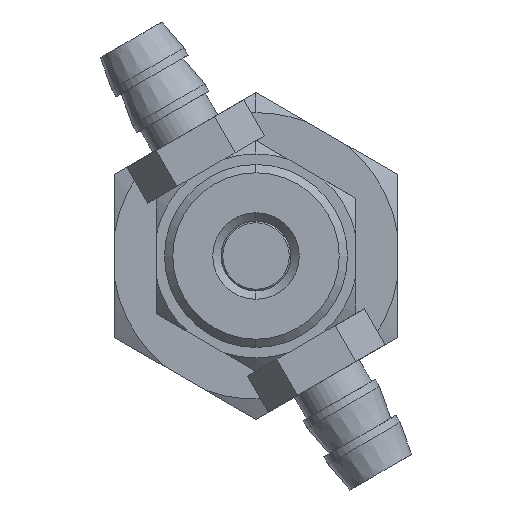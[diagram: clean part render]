
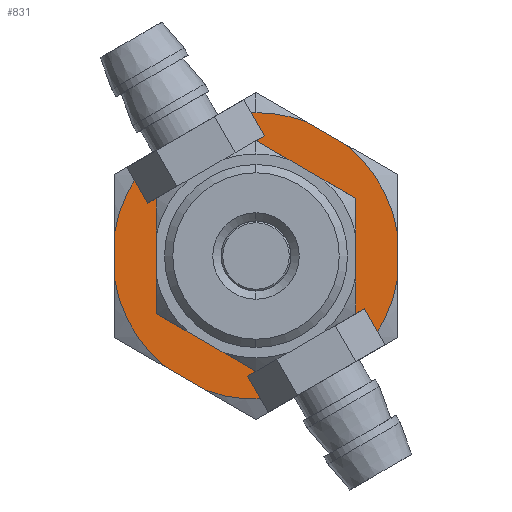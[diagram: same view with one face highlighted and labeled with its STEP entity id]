
A CAD part, front view. The second image highlights one B-rep face of the part: STEP entity #831.
In plain terms, the highlighted planar face has unit normal (0, -1, 0).
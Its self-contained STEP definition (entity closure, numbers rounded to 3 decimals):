
#81 = ORIENTED_EDGE ( 'NONE', *, *, #3929, .T. ) ;
#121 = VERTEX_POINT ( 'NONE', #2382 ) ;
#148 = ORIENTED_EDGE ( 'NONE', *, *, #2715, .F. ) ;
#187 = DIRECTION ( 'NONE',  ( 0., 0., 1. ) ) ;
#283 = CIRCLE ( 'NONE', #3899, 8.615 ) ;
#471 = DIRECTION ( 'NONE',  ( 0., 0., 1. ) ) ;
#510 = CARTESIAN_POINT ( 'NONE',  ( -5.465, 0., 6.66 ) ) ;
#581 = CARTESIAN_POINT ( 'NONE',  ( 0., 0., 0. ) ) ;
#629 = CARTESIAN_POINT ( 'NONE',  ( 0., 0., -9.815 ) ) ;
#690 = LINE ( 'NONE', #3957, #4111 ) ;
#719 = CARTESIAN_POINT ( 'NONE',  ( 3.035, 0., 8.063 ) ) ;
#735 = ORIENTED_EDGE ( 'NONE', *, *, #1825, .F. ) ;
#759 = EDGE_CURVE ( 'NONE', #4280, #5336, #5124, .T. ) ;
#767 = ORIENTED_EDGE ( 'NONE', *, *, #4406, .T. ) ;
#831 = ADVANCED_FACE ( 'NONE', ( #2646, #1528 ), #5187, .F. ) ;
#892 = EDGE_LOOP ( 'NONE', ( #148, #5201 ) ) ;
#915 = CARTESIAN_POINT ( 'NONE',  ( -8.5, 0., 4.907 ) ) ;
#942 = VECTOR ( 'NONE', #471, 1000. ) ;
#992 = VECTOR ( 'NONE', #5079, 1000. ) ;
#1000 = DIRECTION ( 'NONE',  ( 0., 0., -1. ) ) ;
#1001 = ORIENTED_EDGE ( 'NONE', *, *, #1190, .F. ) ;
#1061 = VERTEX_POINT ( 'NONE', #1095 ) ;
#1095 = CARTESIAN_POINT ( 'NONE',  ( 5.465, 0., 6.66 ) ) ;
#1167 = ORIENTED_EDGE ( 'NONE', *, *, #4108, .T. ) ;
#1182 = CARTESIAN_POINT ( 'NONE',  ( -3.035, 0., 8.063 ) ) ;
#1190 = EDGE_CURVE ( 'NONE', #1916, #4175, #4846, .T. ) ;
#1254 = CARTESIAN_POINT ( 'NONE',  ( -8.5, 0., -4.907 ) ) ;
#1256 = CARTESIAN_POINT ( 'NONE',  ( 8.5, 0., -4.907 ) ) ;
#1398 = AXIS2_PLACEMENT_3D ( 'NONE', #2802, #3645, #3283 ) ;
#1414 = ORIENTED_EDGE ( 'NONE', *, *, #1783, .T. ) ;
#1420 = DIRECTION ( 'NONE',  ( 0., 0., 1. ) ) ;
#1426 = DIRECTION ( 'NONE',  ( 0., -1., 0. ) ) ;
#1432 = DIRECTION ( 'NONE',  ( 0., -1., 0. ) ) ;
#1497 = AXIS2_PLACEMENT_3D ( 'NONE', #3628, #1952, #2364 ) ;
#1528 = FACE_BOUND ( 'NONE', #892, .T. ) ;
#1588 = VERTEX_POINT ( 'NONE', #3644 ) ;
#1616 = VECTOR ( 'NONE', #5190, 1000. ) ;
#1645 = ORIENTED_EDGE ( 'NONE', *, *, #5007, .T. ) ;
#1690 = CARTESIAN_POINT ( 'NONE',  ( 0., 0., 8.615 ) ) ;
#1743 = VERTEX_POINT ( 'NONE', #4337 ) ;
#1783 = EDGE_CURVE ( 'NONE', #1844, #1061, #1869, .T. ) ;
#1825 = EDGE_CURVE ( 'NONE', #1588, #1743, #2582, .T. ) ;
#1844 = VERTEX_POINT ( 'NONE', #5270 ) ;
#1869 = CIRCLE ( 'NONE', #4025, 8.615 ) ;
#1916 = VERTEX_POINT ( 'NONE', #3903 ) ;
#1930 = DIRECTION ( 'NONE',  ( 0., -1., 0. ) ) ;
#1952 = DIRECTION ( 'NONE',  ( 0., -1., 0. ) ) ;
#2007 = VECTOR ( 'NONE', #3066, 1000. ) ;
#2013 = VERTEX_POINT ( 'NONE', #4897 ) ;
#2052 = EDGE_LOOP ( 'NONE', ( #3380, #767, #3491, #81, #735, #4984, #1001, #2158, #3127, #1414, #4013, #1645, #1167 ) ) ;
#2060 = AXIS2_PLACEMENT_3D ( 'NONE', #4747, #1426, #187 ) ;
#2138 = EDGE_CURVE ( 'NONE', #3083, #3885, #2977, .T. ) ;
#2144 = AXIS2_PLACEMENT_3D ( 'NONE', #3916, #3496, #2602 ) ;
#2158 = ORIENTED_EDGE ( 'NONE', *, *, #2658, .T. ) ;
#2195 = CIRCLE ( 'NONE', #4037, 8.615 ) ;
#2233 = CARTESIAN_POINT ( 'NONE',  ( 0., 0., 0. ) ) ;
#2364 = DIRECTION ( 'NONE',  ( 0., 0., 1. ) ) ;
#2382 = CARTESIAN_POINT ( 'NONE',  ( 8.5, 0., -1.403 ) ) ;
#2468 = LINE ( 'NONE', #5160, #1616 ) ;
#2512 = CARTESIAN_POINT ( 'NONE',  ( 3.035, 0., -8.063 ) ) ;
#2548 = DIRECTION ( 'NONE',  ( 0., 0., 1. ) ) ;
#2555 = EDGE_CURVE ( 'NONE', #4802, #1061, #2468, .T. ) ;
#2582 = LINE ( 'NONE', #629, #2007 ) ;
#2602 = DIRECTION ( 'NONE',  ( 0., 0., 1. ) ) ;
#2606 = DIRECTION ( 'NONE',  ( 0., -1., 0. ) ) ;
#2646 = FACE_OUTER_BOUND ( 'NONE', #2052, .T. ) ;
#2658 = EDGE_CURVE ( 'NONE', #1916, #121, #4315, .T. ) ;
#2694 = CARTESIAN_POINT ( 'NONE',  ( 0., 0., 0. ) ) ;
#2715 = EDGE_CURVE ( 'NONE', #3885, #3083, #2729, .T. ) ;
#2729 = CIRCLE ( 'NONE', #2997, 4. ) ;
#2786 = CIRCLE ( 'NONE', #2144, 8.615 ) ;
#2802 = CARTESIAN_POINT ( 'NONE',  ( 0., 0., 0. ) ) ;
#2977 = CIRCLE ( 'NONE', #3088, 4. ) ;
#2982 = CARTESIAN_POINT ( 'NONE',  ( 0., 0., 0. ) ) ;
#2997 = AXIS2_PLACEMENT_3D ( 'NONE', #4455, #1930, #4024 ) ;
#3066 = DIRECTION ( 'NONE',  ( -0.866, 0., 0.5 ) ) ;
#3083 = VERTEX_POINT ( 'NONE', #5307 ) ;
#3088 = AXIS2_PLACEMENT_3D ( 'NONE', #2982, #4293, #2548 ) ;
#3127 = ORIENTED_EDGE ( 'NONE', *, *, #4479, .F. ) ;
#3151 = VECTOR ( 'NONE', #3355, 1000. ) ;
#3283 = DIRECTION ( 'NONE',  ( 0., 0., 1. ) ) ;
#3355 = DIRECTION ( 'NONE',  ( -0.866, 0., -0.5 ) ) ;
#3380 = ORIENTED_EDGE ( 'NONE', *, *, #759, .F. ) ;
#3477 = DIRECTION ( 'NONE',  ( 0., 0., 1. ) ) ;
#3482 = AXIS2_PLACEMENT_3D ( 'NONE', #3965, #4314, #3477 ) ;
#3491 = ORIENTED_EDGE ( 'NONE', *, *, #4255, .F. ) ;
#3496 = DIRECTION ( 'NONE',  ( 0., -1., 0. ) ) ;
#3628 = CARTESIAN_POINT ( 'NONE',  ( 0., 0., 0. ) ) ;
#3644 = CARTESIAN_POINT ( 'NONE',  ( -3.035, 0., -8.063 ) ) ;
#3645 = DIRECTION ( 'NONE',  ( 0., -1., 0. ) ) ;
#3819 = VERTEX_POINT ( 'NONE', #1690 ) ;
#3885 = VERTEX_POINT ( 'NONE', #5159 ) ;
#3899 = AXIS2_PLACEMENT_3D ( 'NONE', #581, #3948, #1420 ) ;
#3903 = CARTESIAN_POINT ( 'NONE',  ( 5.465, 0., -6.66 ) ) ;
#3916 = CARTESIAN_POINT ( 'NONE',  ( 0., 0., 0. ) ) ;
#3929 = EDGE_CURVE ( 'NONE', #4178, #1743, #2786, .T. ) ;
#3948 = DIRECTION ( 'NONE',  ( 0., -1., 0. ) ) ;
#3957 = CARTESIAN_POINT ( 'NONE',  ( 8.5, 0., 4.907 ) ) ;
#3965 = CARTESIAN_POINT ( 'NONE',  ( 0., 0., 0. ) ) ;
#4013 = ORIENTED_EDGE ( 'NONE', *, *, #2555, .F. ) ;
#4024 = DIRECTION ( 'NONE',  ( 0., 0., 1. ) ) ;
#4025 = AXIS2_PLACEMENT_3D ( 'NONE', #2694, #1432, #4368 ) ;
#4037 = AXIS2_PLACEMENT_3D ( 'NONE', #2233, #2606, #5147 ) ;
#4108 = EDGE_CURVE ( 'NONE', #3819, #5336, #5263, .T. ) ;
#4111 = VECTOR ( 'NONE', #1000, 1000. ) ;
#4172 = LINE ( 'NONE', #1254, #942 ) ;
#4175 = VERTEX_POINT ( 'NONE', #2512 ) ;
#4178 = VERTEX_POINT ( 'NONE', #5010 ) ;
#4255 = EDGE_CURVE ( 'NONE', #4178, #2013, #4172, .T. ) ;
#4280 = VERTEX_POINT ( 'NONE', #510 ) ;
#4293 = DIRECTION ( 'NONE',  ( 0., -1., 0. ) ) ;
#4314 = DIRECTION ( 'NONE',  ( 0., 1., 0. ) ) ;
#4315 = CIRCLE ( 'NONE', #2060, 8.615 ) ;
#4337 = CARTESIAN_POINT ( 'NONE',  ( -5.465, 0., -6.66 ) ) ;
#4368 = DIRECTION ( 'NONE',  ( 0., 0., 1. ) ) ;
#4406 = EDGE_CURVE ( 'NONE', #4280, #2013, #2195, .T. ) ;
#4455 = CARTESIAN_POINT ( 'NONE',  ( 0., 0., 0. ) ) ;
#4479 = EDGE_CURVE ( 'NONE', #1844, #121, #690, .T. ) ;
#4747 = CARTESIAN_POINT ( 'NONE',  ( 0., 0., 0. ) ) ;
#4802 = VERTEX_POINT ( 'NONE', #719 ) ;
#4846 = LINE ( 'NONE', #1256, #3151 ) ;
#4897 = CARTESIAN_POINT ( 'NONE',  ( -8.5, 0., 1.403 ) ) ;
#4984 = ORIENTED_EDGE ( 'NONE', *, *, #5314, .T. ) ;
#5007 = EDGE_CURVE ( 'NONE', #4802, #3819, #283, .T. ) ;
#5010 = CARTESIAN_POINT ( 'NONE',  ( -8.5, 0., -1.403 ) ) ;
#5079 = DIRECTION ( 'NONE',  ( 0.866, 0., 0.5 ) ) ;
#5124 = LINE ( 'NONE', #915, #992 ) ;
#5147 = DIRECTION ( 'NONE',  ( 0., 0., 1. ) ) ;
#5159 = CARTESIAN_POINT ( 'NONE',  ( 0., 0., 4. ) ) ;
#5160 = CARTESIAN_POINT ( 'NONE',  ( 0., 0., 9.815 ) ) ;
#5187 = PLANE ( 'NONE',  #3482 ) ;
#5190 = DIRECTION ( 'NONE',  ( 0.866, 0., -0.5 ) ) ;
#5201 = ORIENTED_EDGE ( 'NONE', *, *, #2138, .F. ) ;
#5229 = CIRCLE ( 'NONE', #1398, 8.615 ) ;
#5263 = CIRCLE ( 'NONE', #1497, 8.615 ) ;
#5270 = CARTESIAN_POINT ( 'NONE',  ( 8.5, 0., 1.403 ) ) ;
#5307 = CARTESIAN_POINT ( 'NONE',  ( 0., 0., -4. ) ) ;
#5314 = EDGE_CURVE ( 'NONE', #1588, #4175, #5229, .T. ) ;
#5336 = VERTEX_POINT ( 'NONE', #1182 ) ;
